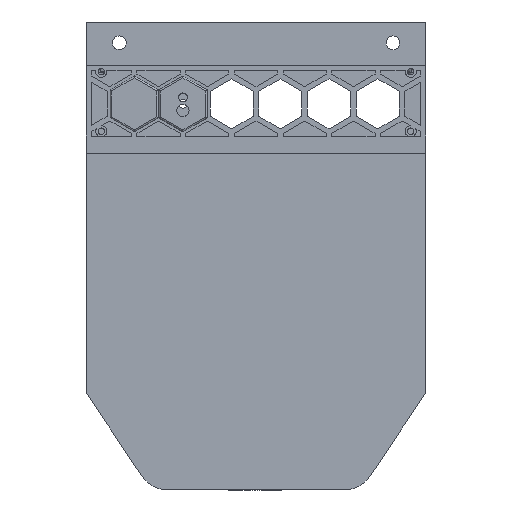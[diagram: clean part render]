
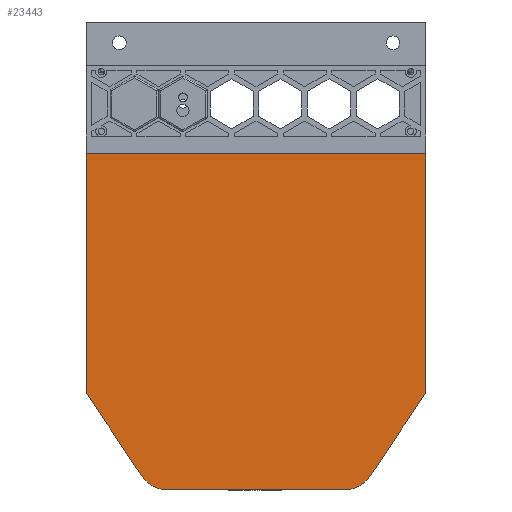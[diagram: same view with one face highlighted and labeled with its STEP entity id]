
A CAD part, front view. The second image highlights one B-rep face of the part: STEP entity #23443.
In plain terms, the highlighted planar face has unit normal (0, -1, 0).
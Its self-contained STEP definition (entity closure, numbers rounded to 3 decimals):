
#583=FACE_BOUND('',#3583,.T.);
#584=FACE_BOUND('',#3584,.T.);
#585=FACE_BOUND('',#3585,.T.);
#586=FACE_BOUND('',#3586,.T.);
#587=FACE_BOUND('',#3587,.T.);
#1018=PLANE('',#24955);
#2166=FACE_OUTER_BOUND('',#3582,.T.);
#3582=EDGE_LOOP('',(#18484,#18485,#18486,#18487,#18488,#18489,#18490,#18491));
#3583=EDGE_LOOP('',(#18492));
#3584=EDGE_LOOP('',(#18493));
#3585=EDGE_LOOP('',(#18494));
#3586=EDGE_LOOP('',(#18495));
#3587=EDGE_LOOP('',(#18496,#18497,#18498,#18499,#18500,#18501,#18502,#18503));
#5440=LINE('',#38245,#8195);
#5444=LINE('',#38257,#8199);
#5446=LINE('',#38261,#8201);
#5448=LINE('',#38267,#8203);
#5449=LINE('',#38269,#8204);
#5452=LINE('',#38277,#8207);
#5453=LINE('',#38290,#8208);
#5454=LINE('',#38294,#8209);
#5455=LINE('',#38298,#8210);
#5456=LINE('',#38301,#8211);
#8195=VECTOR('',#28102,10.);
#8199=VECTOR('',#28114,10.);
#8201=VECTOR('',#28118,10.);
#8203=VECTOR('',#28124,10.);
#8204=VECTOR('',#28127,10.);
#8207=VECTOR('',#28138,10.);
#8208=VECTOR('',#28149,10.);
#8209=VECTOR('',#28152,10.);
#8210=VECTOR('',#28155,10.);
#8211=VECTOR('',#28158,10.);
#10186=CIRCLE('',#24942,15.);
#10188=CIRCLE('',#24946,15.);
#10191=CIRCLE('',#24956,2.35);
#10192=CIRCLE('',#24957,2.35);
#10193=CIRCLE('',#24958,2.35);
#10194=CIRCLE('',#24959,2.35);
#10195=CIRCLE('',#24960,2.5);
#10196=CIRCLE('',#24961,2.5);
#10197=CIRCLE('',#24962,2.5);
#10198=CIRCLE('',#24963,2.5);
#11224=VERTEX_POINT('',#38237);
#11225=VERTEX_POINT('',#38239);
#11226=VERTEX_POINT('',#38243);
#11228=VERTEX_POINT('',#38249);
#11229=VERTEX_POINT('',#38253);
#11230=VERTEX_POINT('',#38255);
#11231=VERTEX_POINT('',#38259);
#11233=VERTEX_POINT('',#38265);
#11235=VERTEX_POINT('',#38278);
#11236=VERTEX_POINT('',#38280);
#11237=VERTEX_POINT('',#38282);
#11238=VERTEX_POINT('',#38284);
#11239=VERTEX_POINT('',#38286);
#11240=VERTEX_POINT('',#38287);
#11241=VERTEX_POINT('',#38289);
#11242=VERTEX_POINT('',#38291);
#11243=VERTEX_POINT('',#38293);
#11244=VERTEX_POINT('',#38295);
#11245=VERTEX_POINT('',#38297);
#11246=VERTEX_POINT('',#38299);
#13844=EDGE_CURVE('',#11224,#11225,#10186,.T.);
#13847=EDGE_CURVE('',#11224,#11226,#5440,.F.);
#13850=EDGE_CURVE('',#11228,#11226,#10188,.T.);
#13853=EDGE_CURVE('',#11229,#11230,#5444,.T.);
#13855=EDGE_CURVE('',#11231,#11230,#5446,.T.);
#13858=EDGE_CURVE('',#11233,#11228,#5448,.T.);
#13859=EDGE_CURVE('',#11229,#11233,#5449,.T.);
#13863=EDGE_CURVE('',#11225,#11231,#5452,.T.);
#13864=EDGE_CURVE('',#11235,#11235,#10191,.T.);
#13865=EDGE_CURVE('',#11236,#11236,#10192,.T.);
#13866=EDGE_CURVE('',#11237,#11237,#10193,.T.);
#13867=EDGE_CURVE('',#11238,#11238,#10194,.T.);
#13868=EDGE_CURVE('',#11239,#11240,#10195,.T.);
#13869=EDGE_CURVE('',#11240,#11241,#5453,.T.);
#13870=EDGE_CURVE('',#11241,#11242,#10196,.T.);
#13871=EDGE_CURVE('',#11242,#11243,#5454,.T.);
#13872=EDGE_CURVE('',#11243,#11244,#10197,.T.);
#13873=EDGE_CURVE('',#11244,#11245,#5455,.T.);
#13874=EDGE_CURVE('',#11245,#11246,#10198,.T.);
#13875=EDGE_CURVE('',#11246,#11239,#5456,.T.);
#18484=ORIENTED_EDGE('',*,*,#13844,.F.);
#18485=ORIENTED_EDGE('',*,*,#13847,.T.);
#18486=ORIENTED_EDGE('',*,*,#13850,.F.);
#18487=ORIENTED_EDGE('',*,*,#13858,.F.);
#18488=ORIENTED_EDGE('',*,*,#13859,.F.);
#18489=ORIENTED_EDGE('',*,*,#13853,.T.);
#18490=ORIENTED_EDGE('',*,*,#13855,.F.);
#18491=ORIENTED_EDGE('',*,*,#13863,.F.);
#18492=ORIENTED_EDGE('',*,*,#13864,.T.);
#18493=ORIENTED_EDGE('',*,*,#13865,.T.);
#18494=ORIENTED_EDGE('',*,*,#13866,.T.);
#18495=ORIENTED_EDGE('',*,*,#13867,.T.);
#18496=ORIENTED_EDGE('',*,*,#13868,.T.);
#18497=ORIENTED_EDGE('',*,*,#13869,.T.);
#18498=ORIENTED_EDGE('',*,*,#13870,.T.);
#18499=ORIENTED_EDGE('',*,*,#13871,.T.);
#18500=ORIENTED_EDGE('',*,*,#13872,.T.);
#18501=ORIENTED_EDGE('',*,*,#13873,.T.);
#18502=ORIENTED_EDGE('',*,*,#13874,.T.);
#18503=ORIENTED_EDGE('',*,*,#13875,.T.);
#23443=ADVANCED_FACE('',(#2166,#583,#584,#585,#586,#587),#1018,.F.);
#24942=AXIS2_PLACEMENT_3D('',#38240,#28096,#28097);
#24946=AXIS2_PLACEMENT_3D('',#38251,#28108,#28109);
#24955=AXIS2_PLACEMENT_3D('',#38276,#28136,#28137);
#24956=AXIS2_PLACEMENT_3D('',#38279,#28139,#28140);
#24957=AXIS2_PLACEMENT_3D('',#38281,#28141,#28142);
#24958=AXIS2_PLACEMENT_3D('',#38283,#28143,#28144);
#24959=AXIS2_PLACEMENT_3D('',#38285,#28145,#28146);
#24960=AXIS2_PLACEMENT_3D('',#38288,#28147,#28148);
#24961=AXIS2_PLACEMENT_3D('',#38292,#28150,#28151);
#24962=AXIS2_PLACEMENT_3D('',#38296,#28153,#28154);
#24963=AXIS2_PLACEMENT_3D('',#38300,#28156,#28157);
#28096=DIRECTION('center_axis',(0.,1.,0.));
#28097=DIRECTION('ref_axis',(-0.472,0.,-0.882));
#28102=DIRECTION('',(-1.,0.,0.));
#28108=DIRECTION('center_axis',(0.,1.,0.));
#28109=DIRECTION('ref_axis',(0.472,0.,-0.882));
#28114=DIRECTION('',(-1.,0.,0.));
#28118=DIRECTION('',(0.,0.,1.));
#28124=DIRECTION('',(-0.555,0.,-0.832));
#28127=DIRECTION('',(0.,0.,-1.));
#28136=DIRECTION('center_axis',(0.,1.,0.));
#28137=DIRECTION('ref_axis',(-1.,0.,0.));
#28138=DIRECTION('',(-0.555,0.,0.832));
#28139=DIRECTION('center_axis',(0.,1.,0.));
#28140=DIRECTION('ref_axis',(-1.,0.,0.));
#28141=DIRECTION('center_axis',(0.,1.,0.));
#28142=DIRECTION('ref_axis',(-1.,0.,0.));
#28143=DIRECTION('center_axis',(0.,1.,0.));
#28144=DIRECTION('ref_axis',(-1.,0.,0.));
#28145=DIRECTION('center_axis',(0.,1.,0.));
#28146=DIRECTION('ref_axis',(-1.,0.,0.));
#28147=DIRECTION('center_axis',(0.,1.,0.));
#28148=DIRECTION('ref_axis',(0.,0.,
1.));
#28149=DIRECTION('',(0.,0.,-1.));
#28150=DIRECTION('center_axis',(0.,1.,0.));
#28151=DIRECTION('ref_axis',(1.,0.,0.));
#28152=DIRECTION('',(-1.,0.,0.));
#28153=DIRECTION('center_axis',(0.,1.,0.));
#28154=DIRECTION('ref_axis',(0.,0.,
-1.));
#28155=DIRECTION('',(0.,0.,1.));
#28156=DIRECTION('center_axis',(0.,1.,0.));
#28157=DIRECTION('ref_axis',(-1.,0.,0.));
#28158=DIRECTION('',(1.,0.,0.));
#38237=CARTESIAN_POINT('',(86.482,377.,155.304));
#38239=CARTESIAN_POINT('',(74.001,377.,161.983));
#38240=CARTESIAN_POINT('Origin',(86.482,377.,170.304));
#38243=CARTESIAN_POINT('',(167.426,377.,155.304));
#38245=CARTESIAN_POINT('',(166.204,377.,155.304));
#38249=CARTESIAN_POINT('',(179.907,377.,161.983));
#38251=CARTESIAN_POINT('Origin',(167.426,377.,170.304));
#38253=CARTESIAN_POINT('',(205.454,377.,353.704));
#38255=CARTESIAN_POINT('',(48.454,377.,353.704));
#38257=CARTESIAN_POINT('',(87.727,377.,353.704));
#38259=CARTESIAN_POINT('',(48.454,377.,200.304));
#38261=CARTESIAN_POINT('',(48.454,377.,235.904));
#38265=CARTESIAN_POINT('',(205.454,377.,200.304));
#38267=CARTESIAN_POINT('',(209.739,377.,206.731));
#38269=CARTESIAN_POINT('',(205.454,377.,235.904));
#38276=CARTESIAN_POINT('Origin',(126.954,377.,303.704));
#38277=CARTESIAN_POINT('',(44.169,377.,206.731));
#38278=CARTESIAN_POINT('',(200.758,377.,348.552));
#38279=CARTESIAN_POINT('Origin',(198.408,377.,348.552));
#38280=CARTESIAN_POINT('',(57.85,377.,321.055));
#38281=CARTESIAN_POINT('Origin',(55.5,377.,321.055));
#38282=CARTESIAN_POINT('',(57.85,377.,348.552));
#38283=CARTESIAN_POINT('Origin',(55.5,377.,348.552));
#38284=CARTESIAN_POINT('',(200.758,377.,321.055));
#38285=CARTESIAN_POINT('Origin',(198.408,377.,321.055));
#38286=CARTESIAN_POINT('',(191.204,377.,345.751));
#38287=CARTESIAN_POINT('',(193.704,377.,343.251));
#38288=CARTESIAN_POINT('Origin',(191.204,377.,343.251));
#38289=CARTESIAN_POINT('',(193.704,377.,324.157));
#38290=CARTESIAN_POINT('',(193.704,377.,335.03));
#38291=CARTESIAN_POINT('',(191.204,377.,321.657));
#38292=CARTESIAN_POINT('Origin',(191.204,377.,324.157));
#38293=CARTESIAN_POINT('',(62.704,377.,321.657));
#38294=CARTESIAN_POINT('',(94.852,377.,321.657));
#38295=CARTESIAN_POINT('',(60.204,377.,324.157));
#38296=CARTESIAN_POINT('Origin',(62.704,377.,324.157));
#38297=CARTESIAN_POINT('',(60.204,377.,343.251));
#38298=CARTESIAN_POINT('',(60.204,377.,344.578));
#38299=CARTESIAN_POINT('',(62.704,377.,345.751));
#38300=CARTESIAN_POINT('Origin',(62.704,377.,343.251));
#38301=CARTESIAN_POINT('',(159.102,377.,345.751));
